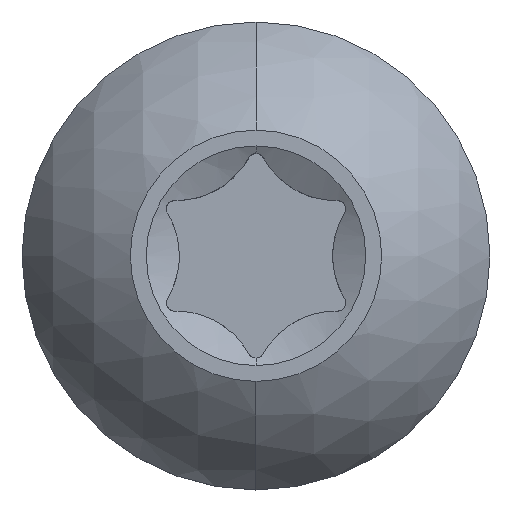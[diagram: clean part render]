
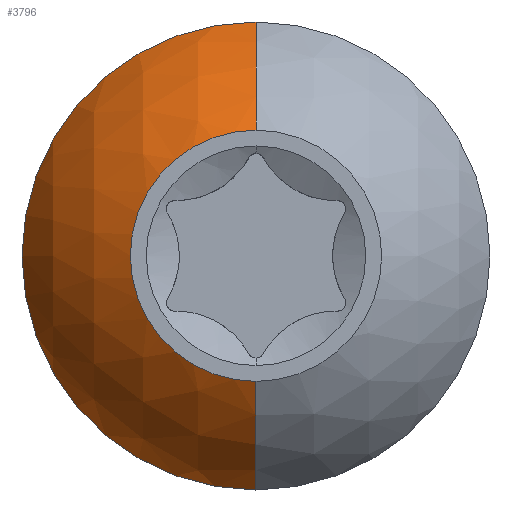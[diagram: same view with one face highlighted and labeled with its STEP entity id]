
A CAD part, top view. The second image highlights one B-rep face of the part: STEP entity #3796.
In plain terms, the highlighted spherical face has radius 2.628 mm.
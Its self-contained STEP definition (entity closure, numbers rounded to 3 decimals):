
#275 = FACE_OUTER_BOUND ( 'NONE', #1768, .T. ) ;
#309 = AXIS2_PLACEMENT_3D ( 'NONE', #2583, #3480, #1131 ) ;
#316 = ORIENTED_EDGE ( 'NONE', *, *, #2159, .T. ) ;
#356 = DIRECTION ( 'NONE',  ( 0., 1., 0. ) ) ;
#376 = VERTEX_POINT ( 'NONE', #2609 ) ;
#556 = VERTEX_POINT ( 'NONE', #3455 ) ;
#557 = DIRECTION ( 'NONE',  ( 1., 0., 0. ) ) ;
#607 = CARTESIAN_POINT ( 'NONE',  ( 0., 0., 0. ) ) ;
#677 = AXIS2_PLACEMENT_3D ( 'NONE', #607, #1787, #902 ) ;
#850 = DIRECTION ( 'NONE',  ( 1., 0., 0. ) ) ;
#851 = DIRECTION ( 'NONE',  ( 1., 0., 0. ) ) ;
#864 = CARTESIAN_POINT ( 'NONE',  ( -2.375, 0., -1.173 ) ) ;
#902 = DIRECTION ( 'NONE',  ( 1., 0., 0. ) ) ;
#912 = ORIENTED_EDGE ( 'NONE', *, *, #1692, .F. ) ;
#949 = AXIS2_PLACEMENT_3D ( 'NONE', #1545, #1838, #356 ) ;
#1080 = VERTEX_POINT ( 'NONE', #3721 ) ;
#1131 = DIRECTION ( 'NONE',  ( 0., -1., 0. ) ) ;
#1433 = ORIENTED_EDGE ( 'NONE', *, *, #3173, .F. ) ;
#1446 = DIRECTION ( 'NONE',  ( 0., 0., 1. ) ) ;
#1498 = AXIS2_PLACEMENT_3D ( 'NONE', #2618, #1446, #850 ) ;
#1545 = CARTESIAN_POINT ( 'NONE',  ( 0., 0., -2.298 ) ) ;
#1576 = CIRCLE ( 'NONE', #1498, 2.375 ) ;
#1577 = CIRCLE ( 'NONE', #309, 2.628 ) ;
#1656 = AXIS2_PLACEMENT_3D ( 'NONE', #2055, #557, #3279 ) ;
#1692 = EDGE_CURVE ( 'NONE', #376, #3865, #3487, .T. ) ;
#1741 = DIRECTION ( 'NONE',  ( 0., 0., 1. ) ) ;
#1768 = EDGE_LOOP ( 'NONE', ( #3243, #316, #912, #1433, #1811 ) ) ;
#1787 = DIRECTION ( 'NONE',  ( 0., 0., 1. ) ) ;
#1811 = ORIENTED_EDGE ( 'NONE', *, *, #3559, .T. ) ;
#1838 = DIRECTION ( 'NONE',  ( -1., 0., 0. ) ) ;
#2055 = CARTESIAN_POINT ( 'NONE',  ( 0., 0., -2.298 ) ) ;
#2159 = EDGE_CURVE ( 'NONE', #556, #3865, #1577, .T. ) ;
#2332 = EDGE_CURVE ( 'NONE', #3195, #556, #3437, .T. ) ;
#2502 = AXIS2_PLACEMENT_3D ( 'NONE', #3179, #1741, #851 ) ;
#2583 = CARTESIAN_POINT ( 'NONE',  ( 0., 0., -2.298 ) ) ;
#2609 = CARTESIAN_POINT ( 'NONE',  ( 0., 1.275, 0. ) ) ;
#2618 = CARTESIAN_POINT ( 'NONE',  ( 0., 0., -1.173 ) ) ;
#2681 = CARTESIAN_POINT ( 'NONE',  ( 0., -1.275, 0. ) ) ;
#3060 = SPHERICAL_SURFACE ( 'NONE', #949, 2.628 ) ;
#3173 = EDGE_CURVE ( 'NONE', #1080, #376, #3625, .T. ) ;
#3179 = CARTESIAN_POINT ( 'NONE',  ( 0., 0., -1.173 ) ) ;
#3195 = VERTEX_POINT ( 'NONE', #864 ) ;
#3243 = ORIENTED_EDGE ( 'NONE', *, *, #2332, .T. ) ;
#3279 = DIRECTION ( 'NONE',  ( 0., 0., -1. ) ) ;
#3437 = CIRCLE ( 'NONE', #2502, 2.375 ) ;
#3455 = CARTESIAN_POINT ( 'NONE',  ( 0., -2.375, -1.173 ) ) ;
#3480 = DIRECTION ( 'NONE',  ( -1., 0., 0. ) ) ;
#3487 = CIRCLE ( 'NONE', #677, 1.275 ) ;
#3559 = EDGE_CURVE ( 'NONE', #1080, #3195, #1576, .T. ) ;
#3625 = CIRCLE ( 'NONE', #1656, 2.628 ) ;
#3721 = CARTESIAN_POINT ( 'NONE',  ( 0., 2.375, -1.173 ) ) ;
#3796 = ADVANCED_FACE ( 'NONE', ( #275 ), #3060, .T. ) ;
#3865 = VERTEX_POINT ( 'NONE', #2681 ) ;
